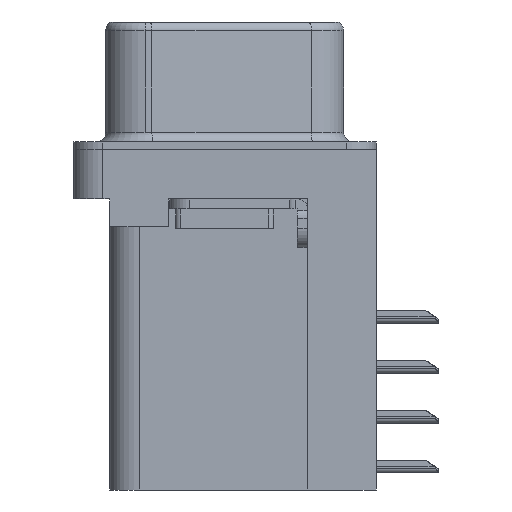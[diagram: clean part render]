
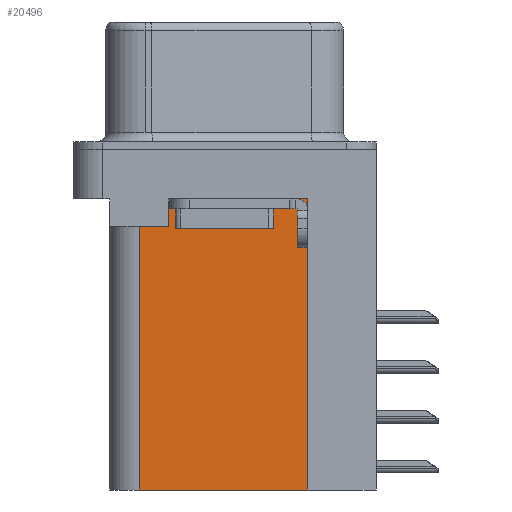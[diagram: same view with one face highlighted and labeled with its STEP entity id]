
A CAD part, left-side view. The second image highlights one B-rep face of the part: STEP entity #20496.
In plain terms, the highlighted planar face has unit normal (-1, 0, 0).
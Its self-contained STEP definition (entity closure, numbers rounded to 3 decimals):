
#26 = VECTOR ( 'NONE', #11809, 1000. ) ;
#523 = ORIENTED_EDGE ( 'NONE', *, *, #7255, .T. ) ;
#1248 = EDGE_CURVE ( 'NONE', #17615, #35213, #14712, .T. ) ;
#2631 = ORIENTED_EDGE ( 'NONE', *, *, #29646, .T. ) ;
#3770 = VECTOR ( 'NONE', #7914, 1000. ) ;
#3813 = LINE ( 'NONE', #7870, #3770 ) ;
#4745 = CARTESIAN_POINT ( 'NONE',  ( 3.75, 4.35, -17.3 ) ) ;
#6283 = AXIS2_PLACEMENT_3D ( 'NONE', #22493, #40703, #22626 ) ;
#7255 = EDGE_CURVE ( 'NONE', #38257, #38092, #3813, .T. ) ;
#7870 = CARTESIAN_POINT ( 'NONE',  ( 3.75, -4.2, -17.3 ) ) ;
#7914 = DIRECTION ( 'NONE',  ( 0., 0., 1. ) ) ;
#7942 = EDGE_CURVE ( 'NONE', #38257, #25532, #37387, .T. ) ;
#8049 = CARTESIAN_POINT ( 'NONE',  ( 3.75, 0., -3.9 ) ) ;
#11163 = VERTEX_POINT ( 'NONE', #13421 ) ;
#11654 = DIRECTION ( 'NONE',  ( 0., 1., 0. ) ) ;
#11809 = DIRECTION ( 'NONE',  ( 0., 0., 1. ) ) ;
#12679 = ORIENTED_EDGE ( 'NONE', *, *, #33102, .T. ) ;
#13421 = CARTESIAN_POINT ( 'NONE',  ( 3.75, 2.85, -2.5 ) ) ;
#13425 = EDGE_CURVE ( 'NONE', #25532, #35213, #24497, .T. ) ;
#14254 = DIRECTION ( 'NONE',  ( 0., 0., -1. ) ) ;
#14576 = VECTOR ( 'NONE', #15275, 1000. ) ;
#14712 = LINE ( 'NONE', #8049, #14576 ) ;
#15275 = DIRECTION ( 'NONE',  ( 0., 1., 0. ) ) ;
#16508 = VECTOR ( 'NONE', #11654, 1000. ) ;
#17615 = VERTEX_POINT ( 'NONE', #36356 ) ;
#19499 = PLANE ( 'NONE',  #6283 ) ;
#19981 = VECTOR ( 'NONE', #14254, 1000. ) ;
#20496 = ADVANCED_FACE ( 'NONE', ( #31648 ), #19499, .F. ) ;
#21054 = ORIENTED_EDGE ( 'NONE', *, *, #1248, .T. ) ;
#21871 = LINE ( 'NONE', #32676, #19981 ) ;
#22493 = CARTESIAN_POINT ( 'NONE',  ( 3.75, -4.2, -17.3 ) ) ;
#22626 = DIRECTION ( 'NONE',  ( 0., 1., 0. ) ) ;
#24020 = CARTESIAN_POINT ( 'NONE',  ( 3.75, -4.2, -2.5 ) ) ;
#24497 = LINE ( 'NONE', #36573, #26 ) ;
#24800 = EDGE_LOOP ( 'NONE', ( #12679, #2631, #21054, #25906, #25755, #523 ) ) ;
#25532 = VERTEX_POINT ( 'NONE', #4745 ) ;
#25755 = ORIENTED_EDGE ( 'NONE', *, *, #7942, .F. ) ;
#25906 = ORIENTED_EDGE ( 'NONE', *, *, #13425, .F. ) ;
#26384 = LINE ( 'NONE', #24020, #16508 ) ;
#29646 = EDGE_CURVE ( 'NONE', #11163, #17615, #21871, .T. ) ;
#31474 = CARTESIAN_POINT ( 'NONE',  ( 3.75, 4.35, -3.9 ) ) ;
#31648 = FACE_OUTER_BOUND ( 'NONE', #24800, .T. ) ;
#32676 = CARTESIAN_POINT ( 'NONE',  ( 3.75, 2.85, -3.9 ) ) ;
#33102 = EDGE_CURVE ( 'NONE', #38092, #11163, #26384, .T. ) ;
#33420 = CARTESIAN_POINT ( 'NONE',  ( 3.75, -4.2, -17.3 ) ) ;
#34901 = CARTESIAN_POINT ( 'NONE',  ( 3.75, -4.2, -17.3 ) ) ;
#34948 = DIRECTION ( 'NONE',  ( 0., 1., 0. ) ) ;
#35213 = VERTEX_POINT ( 'NONE', #31474 ) ;
#36356 = CARTESIAN_POINT ( 'NONE',  ( 3.75, 2.85, -3.9 ) ) ;
#36573 = CARTESIAN_POINT ( 'NONE',  ( 3.75, 4.35, -17.3 ) ) ;
#37324 = VECTOR ( 'NONE', #34948, 1000. ) ;
#37387 = LINE ( 'NONE', #34901, #37324 ) ;
#38092 = VERTEX_POINT ( 'NONE', #38598 ) ;
#38257 = VERTEX_POINT ( 'NONE', #33420 ) ;
#38598 = CARTESIAN_POINT ( 'NONE',  ( 3.75, -4.2, -2.5 ) ) ;
#40703 = DIRECTION ( 'NONE',  ( 1., 0., 0. ) ) ;
